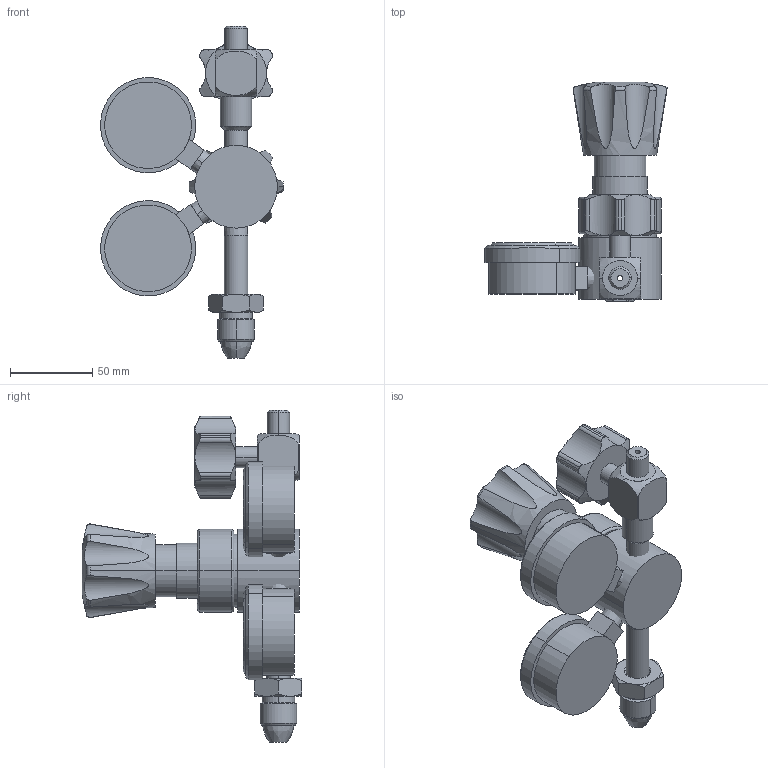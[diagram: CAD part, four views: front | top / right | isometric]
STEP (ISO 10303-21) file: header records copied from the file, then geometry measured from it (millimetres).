
FILE_DESCRIPTION((''),'2;1');
FILE_NAME('M3030S-V-580_ASM','2019-02-28T',('dlachman'),('MATHESON TRI-GAS'),'CREO PARAMETRIC BY PTC INC, 2018220','CREO PARAMETRIC BY PTC INC, 2018220','');
FILE_SCHEMA(('CONFIG_CONTROL_DESIGN'));
Length unit declared in the file: inch
Products named in the file (5): MREG-5451-SA; MGAG-0002-SA; MVLV-0827-SA; MCNN-0293-SA; M3030S-V-580_ASM
Assembly tree (5 placements, depth 2):
  M3030S-V-580_ASM
    MREG-5451-SA
    MGAG-0002-SA  x2
    MVLV-0827-SA
    MCNN-0293-SA
Bounding box: 111.05 x 133.6 x 201.92 mm (x, y, z)
Volume: 452539 mm3; surface area: 76616.3 mm2
Topology: 5 solids, 5 shells, 220 faces, 535 edges, 345 vertices
Faces by surface type: cylinder 84, plane 58, cone 58, torus 11, bspline 9
Entity records: 7793 total; most frequent: CARTESIAN_POINT 3095, ORIENTED_EDGE 978, DIRECTION 935, EDGE_CURVE 489, AXIS2_PLACEMENT_3D 405, VERTEX_POINT 317, EDGE_LOOP 224, CIRCLE 207
